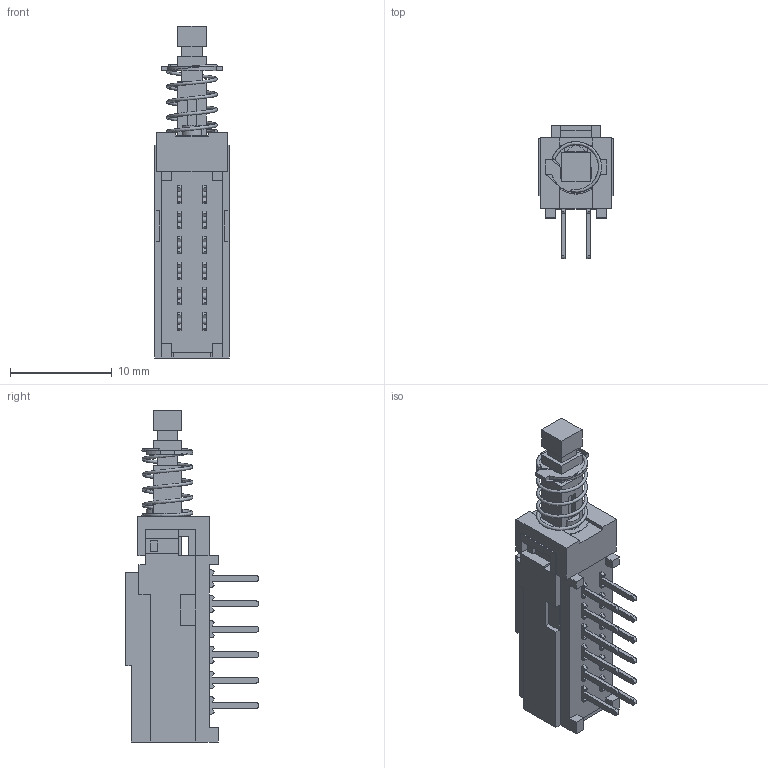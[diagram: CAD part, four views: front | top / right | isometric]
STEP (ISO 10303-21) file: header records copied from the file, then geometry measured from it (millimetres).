
FILE_DESCRIPTION(/* description */ (''),/* implementation_level */ '2;1');
FILE_NAME(/* name */ 'PBH4UxxNAGX.stp',/* time_stamp */ '2022-11-14T10:01:50-06:00',/* author */ ('mroman'),/* organization */ (''),/* preprocessor_version */ 'ST-DEVELOPER v18.1',/* originating_system */ 'Autodesk Inventor 2020',/* authorisation */ '');
FILE_SCHEMA (('AUTOMOTIVE_DESIGN { 1 0 10303 214 3 1 1 }'));
Length unit declared in the file: millimetre
Products named in the file (1): PBH4UxxNAGX
Bounding box: 7.3 x 13.15 x 32.7 mm (x, y, z)
Volume: 812.7 mm3; surface area: 1720.9 mm2
Topology: 1 solids, 1 shells, 376 faces, 1084 edges, 710 vertices
Faces by surface type: plane 325, cylinder 49, bspline 2
Entity records: 13245 total; most frequent: CARTESIAN_POINT 3236, ORIENTED_EDGE 2168, DIRECTION 1928, EDGE_CURVE 1084, LINE 962, VECTOR 962, VERTEX_POINT 709, AXIS2_PLACEMENT_3D 483
